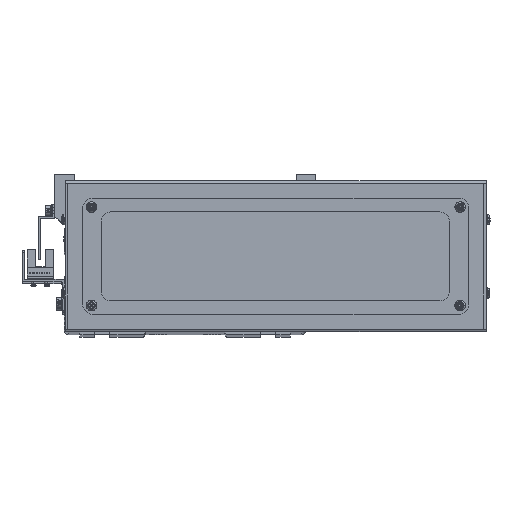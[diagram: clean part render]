
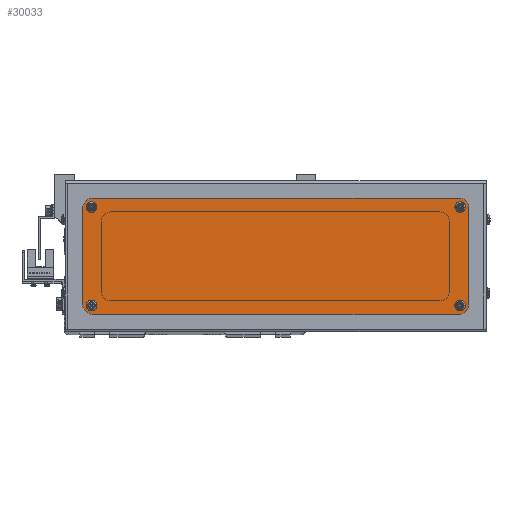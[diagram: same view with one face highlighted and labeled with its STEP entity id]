
A CAD part, top view. The second image highlights one B-rep face of the part: STEP entity #30033.
In plain terms, the highlighted planar face has unit normal (0, 0, 1).
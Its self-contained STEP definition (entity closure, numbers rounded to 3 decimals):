
#196 = DIRECTION ( 'NONE',  ( 0., 0., 1. ) ) ;
#482 = CARTESIAN_POINT ( 'NONE',  ( -95., 30., 2. ) ) ;
#883 = CARTESIAN_POINT ( 'NONE',  ( -95., -25., 2. ) ) ;
#1388 = LINE ( 'NONE', #482, #31592 ) ;
#1512 = AXIS2_PLACEMENT_3D ( 'NONE', #26572, #68898, #32671 ) ;
#3691 = CARTESIAN_POINT ( 'NONE',  ( -97.2, -25.5, 2. ) ) ;
#3989 = CARTESIAN_POINT ( 'NONE',  ( -95.5, -25.5, 2. ) ) ;
#4665 = AXIS2_PLACEMENT_3D ( 'NONE', #42867, #6647, #48954 ) ;
#5041 = VERTEX_POINT ( 'NONE', #77471 ) ;
#5116 = CARTESIAN_POINT ( 'NONE',  ( -95.5, -25.5, 2. ) ) ;
#5667 = ORIENTED_EDGE ( 'NONE', *, *, #50202, .F. ) ;
#5772 = AXIS2_PLACEMENT_3D ( 'NONE', #22786, #65087, #28857 ) ;
#5885 = AXIS2_PLACEMENT_3D ( 'NONE', #51950, #15723, #57969 ) ;
#5954 = CIRCLE ( 'NONE', #5772, 5. ) ;
#6559 = DIRECTION ( 'NONE',  ( -1., 0., 0. ) ) ;
#6647 = DIRECTION ( 'NONE',  ( 0., 0., 1. ) ) ;
#6975 = DIRECTION ( 'NONE',  ( 1., 0., 0. ) ) ;
#7213 = CIRCLE ( 'NONE', #20809, 1.7 ) ;
#7555 = EDGE_CURVE ( 'NONE', #9796, #51598, #16606, .T. ) ;
#8309 = VERTEX_POINT ( 'NONE', #27943 ) ;
#8378 = AXIS2_PLACEMENT_3D ( 'NONE', #66474, #30238, #72546 ) ;
#9796 = VERTEX_POINT ( 'NONE', #18223 ) ;
#10097 = DIRECTION ( 'NONE',  ( 1., 0., 0. ) ) ;
#11197 = ORIENTED_EDGE ( 'NONE', *, *, #39648, .F. ) ;
#11203 = DIRECTION ( 'NONE',  ( 1., 0., 0. ) ) ;
#11763 = DIRECTION ( 'NONE',  ( 0., 0., 1. ) ) ;
#13173 = CIRCLE ( 'NONE', #55094, 1.7 ) ;
#14731 = EDGE_CURVE ( 'NONE', #29698, #31461, #43066, .T. ) ;
#15723 = DIRECTION ( 'NONE',  ( 0., 0., 1. ) ) ;
#16364 = CARTESIAN_POINT ( 'NONE',  ( -93.8, 25.5, 2. ) ) ;
#16565 = AXIS2_PLACEMENT_3D ( 'NONE', #74663, #20459, #62755 ) ;
#16606 = CIRCLE ( 'NONE', #33278, 1.7 ) ;
#16882 = EDGE_LOOP ( 'NONE', ( #63623, #36108 ) ) ;
#17623 = AXIS2_PLACEMENT_3D ( 'NONE', #47991, #11763, #54041 ) ;
#17923 = CARTESIAN_POINT ( 'NONE',  ( -100., -25., 2. ) ) ;
#18223 = CARTESIAN_POINT ( 'NONE',  ( -93.8, -25.5, 2. ) ) ;
#19934 = ORIENTED_EDGE ( 'NONE', *, *, #28060, .T. ) ;
#20459 = DIRECTION ( 'NONE',  ( 0., 0., 1. ) ) ;
#20575 = VECTOR ( 'NONE', #73311, 1000. ) ;
#20809 = AXIS2_PLACEMENT_3D ( 'NONE', #36383, #196, #42511 ) ;
#22035 = CARTESIAN_POINT ( 'NONE',  ( -100., 25., 2. ) ) ;
#22708 = EDGE_CURVE ( 'NONE', #28108, #5041, #23493, .T. ) ;
#22786 = CARTESIAN_POINT ( 'NONE',  ( 95., 25., 2. ) ) ;
#23493 = LINE ( 'NONE', #32847, #71721 ) ;
#24078 = VERTEX_POINT ( 'NONE', #65955 ) ;
#26472 = AXIS2_PLACEMENT_3D ( 'NONE', #34421, #76720, #40544 ) ;
#26572 = CARTESIAN_POINT ( 'NONE',  ( 95.5, 25.5, 2. ) ) ;
#27086 = CARTESIAN_POINT ( 'NONE',  ( 100., 25., 2. ) ) ;
#27943 = CARTESIAN_POINT ( 'NONE',  ( 95., 30., 2. ) ) ;
#28060 = EDGE_CURVE ( 'NONE', #5041, #39894, #34105, .T. ) ;
#28108 = VERTEX_POINT ( 'NONE', #36335 ) ;
#28466 = EDGE_LOOP ( 'NONE', ( #75910, #33020 ) ) ;
#28857 = DIRECTION ( 'NONE',  ( 1., 0., 0. ) ) ;
#29183 = ORIENTED_EDGE ( 'NONE', *, *, #43971, .T. ) ;
#29187 = DIRECTION ( 'NONE',  ( 0., 0., 1. ) ) ;
#29403 = FACE_BOUND ( 'NONE', #16882, .T. ) ;
#29455 = EDGE_LOOP ( 'NONE', ( #72746, #53495 ) ) ;
#29698 = VERTEX_POINT ( 'NONE', #71500 ) ;
#30033 = ADVANCED_FACE ( 'NONE', ( #61610, #77644, #31292, #45573, #29403 ), #38450, .T. ) ;
#30238 = DIRECTION ( 'NONE',  ( 0., 0., 1. ) ) ;
#31021 = VERTEX_POINT ( 'NONE', #35949 ) ;
#31292 = FACE_OUTER_BOUND ( 'NONE', #70198, .T. ) ;
#31461 = VERTEX_POINT ( 'NONE', #16364 ) ;
#31592 = VECTOR ( 'NONE', #6559, 1000. ) ;
#31924 = ORIENTED_EDGE ( 'NONE', *, *, #54364, .T. ) ;
#32187 = CARTESIAN_POINT ( 'NONE',  ( -100., -25., 2. ) ) ;
#32316 = EDGE_CURVE ( 'NONE', #39894, #61567, #36659, .T. ) ;
#32671 = DIRECTION ( 'NONE',  ( 1., 0., 0. ) ) ;
#32687 = CARTESIAN_POINT ( 'NONE',  ( -95., 30., 2. ) ) ;
#32847 = CARTESIAN_POINT ( 'NONE',  ( 95., -30., 2. ) ) ;
#33020 = ORIENTED_EDGE ( 'NONE', *, *, #34247, .F. ) ;
#33278 = AXIS2_PLACEMENT_3D ( 'NONE', #5116, #47424, #11203 ) ;
#34105 = CIRCLE ( 'NONE', #8378, 5. ) ;
#34247 = EDGE_CURVE ( 'NONE', #31021, #24078, #7213, .T. ) ;
#34421 = CARTESIAN_POINT ( 'NONE',  ( -95., 25., 2. ) ) ;
#35205 = EDGE_CURVE ( 'NONE', #51598, #9796, #41105, .T. ) ;
#35949 = CARTESIAN_POINT ( 'NONE',  ( 97.2, -25.5, 2. ) ) ;
#36075 = AXIS2_PLACEMENT_3D ( 'NONE', #883, #43190, #6975 ) ;
#36108 = ORIENTED_EDGE ( 'NONE', *, *, #7555, .F. ) ;
#36335 = CARTESIAN_POINT ( 'NONE',  ( -95., -30., 2. ) ) ;
#36383 = CARTESIAN_POINT ( 'NONE',  ( 95.5, -25.5, 2. ) ) ;
#36622 = EDGE_CURVE ( 'NONE', #61567, #8309, #5954, .T. ) ;
#36659 = LINE ( 'NONE', #49054, #20575 ) ;
#37641 = LINE ( 'NONE', #32187, #67896 ) ;
#38311 = DIRECTION ( 'NONE',  ( 0., -1., 0. ) ) ;
#38450 = PLANE ( 'NONE',  #16565 ) ;
#39117 = AXIS2_PLACEMENT_3D ( 'NONE', #3989, #46317, #10097 ) ;
#39648 = EDGE_CURVE ( 'NONE', #76412, #75271, #13173, .T. ) ;
#39894 = VERTEX_POINT ( 'NONE', #43499 ) ;
#40544 = DIRECTION ( 'NONE',  ( 1., 0., 0. ) ) ;
#41105 = CIRCLE ( 'NONE', #39117, 1.7 ) ;
#42109 = ORIENTED_EDGE ( 'NONE', *, *, #36622, .T. ) ;
#42511 = DIRECTION ( 'NONE',  ( 1., 0., 0. ) ) ;
#42867 = CARTESIAN_POINT ( 'NONE',  ( -95.5, 25.5, 2. ) ) ;
#43066 = CIRCLE ( 'NONE', #5885, 1.7 ) ;
#43190 = DIRECTION ( 'NONE',  ( 0., 0., 1. ) ) ;
#43499 = CARTESIAN_POINT ( 'NONE',  ( 100., -25., 2. ) ) ;
#43971 = EDGE_CURVE ( 'NONE', #51807, #28108, #55440, .T. ) ;
#44681 = VERTEX_POINT ( 'NONE', #32687 ) ;
#44995 = EDGE_CURVE ( 'NONE', #8309, #44681, #1388, .T. ) ;
#45326 = ORIENTED_EDGE ( 'NONE', *, *, #44995, .T. ) ;
#45573 = FACE_BOUND ( 'NONE', #29455, .T. ) ;
#45968 = CIRCLE ( 'NONE', #1512, 1.7 ) ;
#46317 = DIRECTION ( 'NONE',  ( 0., 0., 1. ) ) ;
#47424 = DIRECTION ( 'NONE',  ( 0., 0., 1. ) ) ;
#47991 = CARTESIAN_POINT ( 'NONE',  ( 95.5, -25.5, 2. ) ) ;
#48954 = DIRECTION ( 'NONE',  ( 1., 0., 0. ) ) ;
#49054 = CARTESIAN_POINT ( 'NONE',  ( 100., 25., 2. ) ) ;
#50202 = EDGE_CURVE ( 'NONE', #75271, #76412, #45968, .T. ) ;
#51598 = VERTEX_POINT ( 'NONE', #3691 ) ;
#51807 = VERTEX_POINT ( 'NONE', #17923 ) ;
#51950 = CARTESIAN_POINT ( 'NONE',  ( -95.5, 25.5, 2. ) ) ;
#53495 = ORIENTED_EDGE ( 'NONE', *, *, #77655, .F. ) ;
#54041 = DIRECTION ( 'NONE',  ( 1., 0., 0. ) ) ;
#54364 = EDGE_CURVE ( 'NONE', #44681, #67674, #59601, .T. ) ;
#55094 = AXIS2_PLACEMENT_3D ( 'NONE', #65407, #29187, #71475 ) ;
#55440 = CIRCLE ( 'NONE', #36075, 5. ) ;
#56562 = ORIENTED_EDGE ( 'NONE', *, *, #62671, .T. ) ;
#56571 = CARTESIAN_POINT ( 'NONE',  ( 93.8, 25.5, 2. ) ) ;
#56928 = DIRECTION ( 'NONE',  ( 1., 0., 0. ) ) ;
#57262 = EDGE_CURVE ( 'NONE', #24078, #31021, #59177, .T. ) ;
#57969 = DIRECTION ( 'NONE',  ( 1., 0., 0. ) ) ;
#59177 = CIRCLE ( 'NONE', #17623, 1.7 ) ;
#59601 = CIRCLE ( 'NONE', #26472, 5. ) ;
#59947 = CARTESIAN_POINT ( 'NONE',  ( 97.2, 25.5, 2. ) ) ;
#61336 = CIRCLE ( 'NONE', #4665, 1.7 ) ;
#61567 = VERTEX_POINT ( 'NONE', #27086 ) ;
#61610 = FACE_BOUND ( 'NONE', #28466, .T. ) ;
#62671 = EDGE_CURVE ( 'NONE', #67674, #51807, #37641, .T. ) ;
#62755 = DIRECTION ( 'NONE',  ( 1., 0., 0. ) ) ;
#63623 = ORIENTED_EDGE ( 'NONE', *, *, #35205, .F. ) ;
#65087 = DIRECTION ( 'NONE',  ( 0., 0., 1. ) ) ;
#65280 = EDGE_LOOP ( 'NONE', ( #5667, #11197 ) ) ;
#65407 = CARTESIAN_POINT ( 'NONE',  ( 95.5, 25.5, 2. ) ) ;
#65955 = CARTESIAN_POINT ( 'NONE',  ( 93.8, -25.5, 2. ) ) ;
#66474 = CARTESIAN_POINT ( 'NONE',  ( 95., -25., 2. ) ) ;
#67674 = VERTEX_POINT ( 'NONE', #22035 ) ;
#67896 = VECTOR ( 'NONE', #38311, 1000. ) ;
#68898 = DIRECTION ( 'NONE',  ( 0., 0., 1. ) ) ;
#70198 = EDGE_LOOP ( 'NONE', ( #29183, #70569, #19934, #78128, #42109, #45326, #31924, #56562 ) ) ;
#70569 = ORIENTED_EDGE ( 'NONE', *, *, #22708, .T. ) ;
#71475 = DIRECTION ( 'NONE',  ( 1., 0., 0. ) ) ;
#71500 = CARTESIAN_POINT ( 'NONE',  ( -97.2, 25.5, 2. ) ) ;
#71721 = VECTOR ( 'NONE', #56928, 1000. ) ;
#72546 = DIRECTION ( 'NONE',  ( 1., 0., 0. ) ) ;
#72746 = ORIENTED_EDGE ( 'NONE', *, *, #14731, .F. ) ;
#73311 = DIRECTION ( 'NONE',  ( 0., 1., 0. ) ) ;
#74663 = CARTESIAN_POINT ( 'NONE',  ( -95., -25., 2. ) ) ;
#75271 = VERTEX_POINT ( 'NONE', #56571 ) ;
#75910 = ORIENTED_EDGE ( 'NONE', *, *, #57262, .F. ) ;
#76412 = VERTEX_POINT ( 'NONE', #59947 ) ;
#76720 = DIRECTION ( 'NONE',  ( 0., 0., 1. ) ) ;
#77471 = CARTESIAN_POINT ( 'NONE',  ( 95., -30., 2. ) ) ;
#77644 = FACE_BOUND ( 'NONE', #65280, .T. ) ;
#77655 = EDGE_CURVE ( 'NONE', #31461, #29698, #61336, .T. ) ;
#78128 = ORIENTED_EDGE ( 'NONE', *, *, #32316, .T. ) ;
